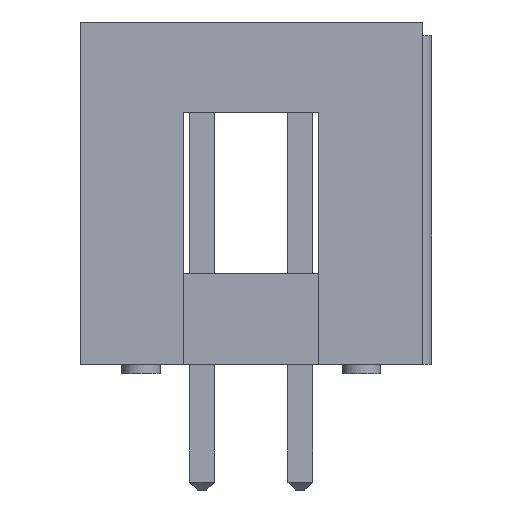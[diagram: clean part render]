
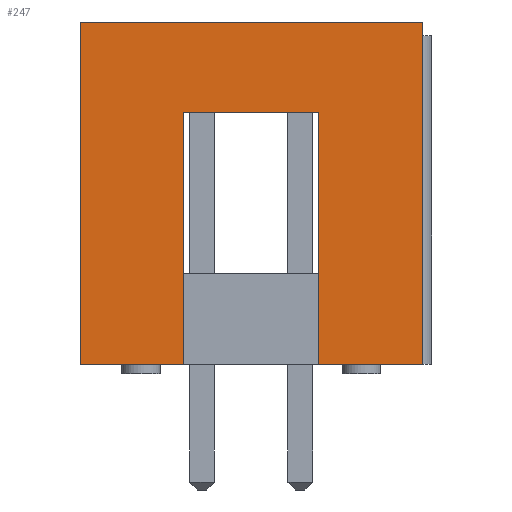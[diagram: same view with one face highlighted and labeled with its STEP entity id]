
A CAD part, front view. The second image highlights one B-rep face of the part: STEP entity #247.
In plain terms, the highlighted planar face has unit normal (0, -1, 0).
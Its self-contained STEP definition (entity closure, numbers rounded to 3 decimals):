
#12=DIRECTION('',(0.,0.,1.));
#26=VECTOR('',#12,1.);
#29=VERTEX_POINT('',#30);
#30=CARTESIAN_POINT('',(-3.155,-27.96,0.25));
#35=EDGE_CURVE('',#29,#36,#38,.T.);
#36=VERTEX_POINT('',#37);
#37=CARTESIAN_POINT('',(-3.155,-27.96,9.1));
#38=LINE('',#39,#26);
#39=CARTESIAN_POINT('',(-3.155,-27.96,2.6));
#90=VECTOR('',#91,1.);
#91=DIRECTION('',(-1.,0.,0.));
#106=VECTOR('',#107,1.);
#107=DIRECTION('',(1.,0.,0.));
#131=EDGE_CURVE('',#36,#132,#134,.T.);
#132=VERTEX_POINT('',#133);
#133=CARTESIAN_POINT('',(5.695,-27.96,9.1));
#134=LINE('',#37,#106);
#247=ADVANCED_FACE('',(#248),#286,.T.);
#248=FACE_BOUND('',#249,.T.);
#249=EDGE_LOOP('',(#250,#251,#256,#264,#270,#278,#282,#285));
#250=ORIENTED_EDGE('',*,*,#35,.F.);
#251=ORIENTED_EDGE('',*,*,#252,.T.);
#252=EDGE_CURVE('',#29,#253,#255,.T.);
#253=VERTEX_POINT('',#254);
#254=CARTESIAN_POINT('',(-0.48,-27.96,0.25));
#255=LINE('',#30,#106);
#256=ORIENTED_EDGE('',*,*,#257,.T.);
#257=EDGE_CURVE('',#253,#258,#260,.T.);
#258=VERTEX_POINT('',#259);
#259=CARTESIAN_POINT('',(-0.48,-27.96,6.75));
#260=LINE('',#261,#262);
#261=CARTESIAN_POINT('',(-0.48,-27.96,2.463));
#262=VECTOR('',#263,1.);
#263=DIRECTION('',(0.,0.,1.));
#264=ORIENTED_EDGE('',*,*,#265,.F.);
#265=EDGE_CURVE('',#266,#258,#268,.T.);
#266=VERTEX_POINT('',#267);
#267=CARTESIAN_POINT('',(3.02,-27.96,6.75));
#268=LINE('',#269,#90);
#269=CARTESIAN_POINT('',(1.27,-27.96,6.75));
#270=ORIENTED_EDGE('',*,*,#271,.T.);
#271=EDGE_CURVE('',#266,#272,#274,.T.);
#272=VERTEX_POINT('',#273);
#273=CARTESIAN_POINT('',(3.02,-27.96,0.25));
#274=LINE('',#275,#276);
#275=CARTESIAN_POINT('',(3.02,-27.96,2.463));
#276=VECTOR('',#277,1.);
#277=DIRECTION('',(0.,0.,-1.));
#278=ORIENTED_EDGE('',*,*,#279,.T.);
#279=EDGE_CURVE('',#272,#280,#255,.T.);
#280=VERTEX_POINT('',#281);
#281=CARTESIAN_POINT('',(5.695,-27.96,0.25));
#282=ORIENTED_EDGE('',*,*,#283,.T.);
#283=EDGE_CURVE('',#280,#132,#284,.T.);
#284=LINE('',#281,#26);
#285=ORIENTED_EDGE('',*,*,#131,.F.);
#286=PLANE('',#287);
#287=AXIS2_PLACEMENT_3D('',#288,#289,#277);
#288=CARTESIAN_POINT('',(1.27,-27.96,4.675));
#289=DIRECTION('',(-0.,-1.,0.));
